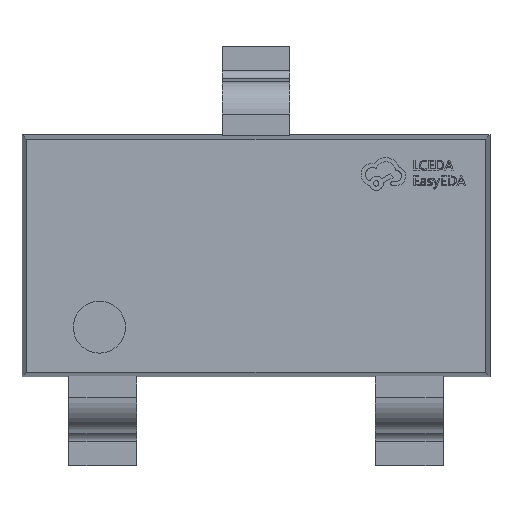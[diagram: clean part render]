
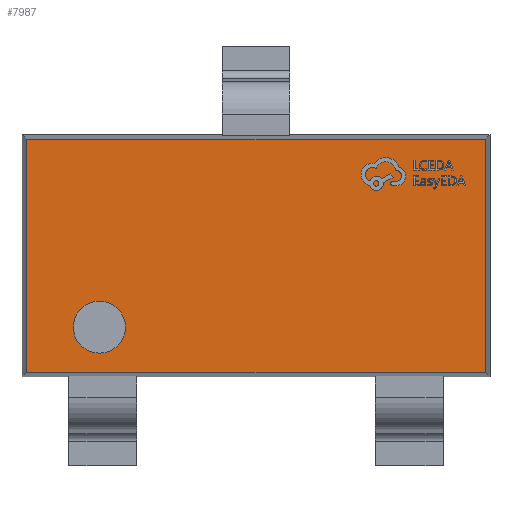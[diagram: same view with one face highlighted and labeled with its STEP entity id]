
A CAD part, top view. The second image highlights one B-rep face of the part: STEP entity #7987.
In plain terms, the highlighted planar face has unit normal (0, 0, 1).
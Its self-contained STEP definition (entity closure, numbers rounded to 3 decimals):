
#31 = DIRECTION ( 'NONE',  ( -1., 0., 0. ) ) ;
#315 = CARTESIAN_POINT ( 'NONE',  ( -1.422, -0.722, 0.4 ) ) ;
#330 = ORIENTED_EDGE ( 'NONE', *, *, #10528, .T. ) ;
#357 = CARTESIAN_POINT ( 'NONE',  ( 1.422, 0.722, 0.4 ) ) ;
#922 = EDGE_LOOP ( 'NONE', ( #6344, #2213, #3313, #330 ) ) ;
#970 = ORIENTED_EDGE ( 'NONE', *, *, #7122, .F. ) ;
#1023 = LINE ( 'NONE', #3635, #17081 ) ;
#2213 = ORIENTED_EDGE ( 'NONE', *, *, #8588, .T. ) ;
#2458 = EDGE_LOOP ( 'NONE', ( #9728, #970 ) ) ;
#2712 = CARTESIAN_POINT ( 'NONE',  ( -1.131, -0.443, 0.4 ) ) ;
#3043 = DIRECTION ( 'NONE',  ( 0., 0., 1. ) ) ;
#3074 = CARTESIAN_POINT ( 'NONE',  ( 1.422, -0.722, 0.4 ) ) ;
#3313 = ORIENTED_EDGE ( 'NONE', *, *, #8244, .T. ) ;
#3635 = CARTESIAN_POINT ( 'NONE',  ( -1.422, 0.75, 0.4 ) ) ;
#3788 = CIRCLE ( 'NONE', #8774, 0.161 ) ;
#3865 = DIRECTION ( 'NONE',  ( 1., 0., 0. ) ) ;
#4100 = AXIS2_PLACEMENT_3D ( 'NONE', #9536, #3043, #13529 ) ;
#4679 = LINE ( 'NONE', #9987, #10159 ) ;
#4999 = DIRECTION ( 'NONE',  ( 0., -1., 0. ) ) ;
#5884 = VERTEX_POINT ( 'NONE', #8241 ) ;
#6027 = DIRECTION ( 'NONE',  ( 0., 0., 1. ) ) ;
#6344 = ORIENTED_EDGE ( 'NONE', *, *, #14323, .T. ) ;
#6747 = FACE_BOUND ( 'NONE', #2458, .T. ) ;
#6929 = VERTEX_POINT ( 'NONE', #315 ) ;
#7017 = VECTOR ( 'NONE', #11573, 1000. ) ;
#7122 = EDGE_CURVE ( 'NONE', #16344, #10738, #3788, .T. ) ;
#7428 = CARTESIAN_POINT ( 'NONE',  ( -0.97, -0.443, 0.4 ) ) ;
#7771 = CARTESIAN_POINT ( 'NONE',  ( -0.809, -0.443, 0.4 ) ) ;
#7987 = ADVANCED_FACE ( 'NONE', ( #6747, #16160 ), #12318, .T. ) ;
#8241 = CARTESIAN_POINT ( 'NONE',  ( -1.422, 0.722, 0.4 ) ) ;
#8244 = EDGE_CURVE ( 'NONE', #5884, #6929, #1023, .T. ) ;
#8275 = DIRECTION ( 'NONE',  ( 1., 0., 0. ) ) ;
#8588 = EDGE_CURVE ( 'NONE', #8996, #5884, #13246, .T. ) ;
#8774 = AXIS2_PLACEMENT_3D ( 'NONE', #7428, #6027, #11260 ) ;
#8996 = VERTEX_POINT ( 'NONE', #357 ) ;
#9536 = CARTESIAN_POINT ( 'NONE',  ( 0., 0., 0.4 ) ) ;
#9594 = AXIS2_PLACEMENT_3D ( 'NONE', #15534, #15615, #3865 ) ;
#9728 = ORIENTED_EDGE ( 'NONE', *, *, #14026, .F. ) ;
#9987 = CARTESIAN_POINT ( 'NONE',  ( -1.45, -0.722, 0.4 ) ) ;
#10159 = VECTOR ( 'NONE', #8275, 1000. ) ;
#10528 = EDGE_CURVE ( 'NONE', #6929, #14174, #4679, .T. ) ;
#10738 = VERTEX_POINT ( 'NONE', #7771 ) ;
#10990 = CIRCLE ( 'NONE', #9594, 0.161 ) ;
#11260 = DIRECTION ( 'NONE',  ( 1., 0., 0. ) ) ;
#11573 = DIRECTION ( 'NONE',  ( 0., 1., 0. ) ) ;
#12318 = PLANE ( 'NONE',  #4100 ) ;
#13246 = LINE ( 'NONE', #16041, #15264 ) ;
#13529 = DIRECTION ( 'NONE',  ( 1., 0., 0. ) ) ;
#14026 = EDGE_CURVE ( 'NONE', #10738, #16344, #10990, .T. ) ;
#14174 = VERTEX_POINT ( 'NONE', #3074 ) ;
#14314 = LINE ( 'NONE', #15510, #7017 ) ;
#14323 = EDGE_CURVE ( 'NONE', #14174, #8996, #14314, .T. ) ;
#15264 = VECTOR ( 'NONE', #31, 1000. ) ;
#15510 = CARTESIAN_POINT ( 'NONE',  ( 1.422, 0.75, 0.4 ) ) ;
#15534 = CARTESIAN_POINT ( 'NONE',  ( -0.97, -0.443, 0.4 ) ) ;
#15615 = DIRECTION ( 'NONE',  ( 0., 0., 1. ) ) ;
#16041 = CARTESIAN_POINT ( 'NONE',  ( -1.45, 0.722, 0.4 ) ) ;
#16160 = FACE_OUTER_BOUND ( 'NONE', #922, .T. ) ;
#16344 = VERTEX_POINT ( 'NONE', #2712 ) ;
#17081 = VECTOR ( 'NONE', #4999, 1000. ) ;
